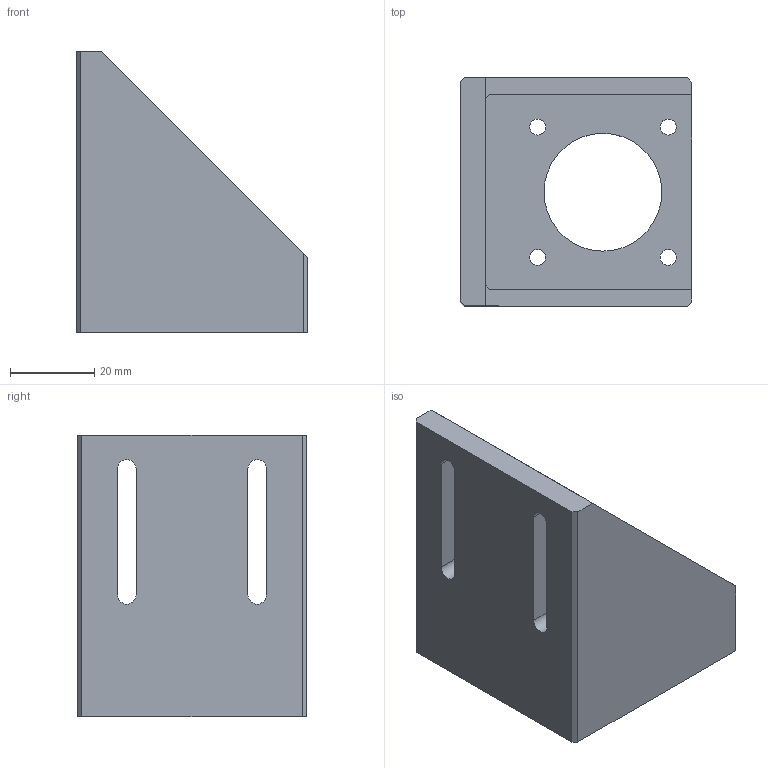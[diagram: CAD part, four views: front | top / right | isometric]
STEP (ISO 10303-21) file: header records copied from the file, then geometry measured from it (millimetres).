
FILE_DESCRIPTION(('FreeCAD Model'),'2;1');
FILE_NAME('nema17holder_25_55.step','2018-02-13T16:33:00',('Author'),(''), 'Open CASCADE STEP processor 6.8','FreeCAD','Unknown');
FILE_SCHEMA(('AUTOMOTIVE_DESIGN_CC2 { 1 2 10303 214 -1 1 5 4 }'));
Length unit declared in the file: millimetre
Products named in the file (2): ASSEMBLY; nema_holder
Assembly tree (1 placements, depth 2):
  ASSEMBLY
    nema_holder
Bounding box: 55.1 x 54.3 x 67 mm (x, y, z)
Volume: 43162.8 mm3; surface area: 21118.8 mm2
Topology: 1 solids, 1 shells, 31 faces, 85 edges, 56 vertices
Faces by surface type: plane 22, cylinder 9
Full cylindrical faces by diameter (mm): 3.8 x4, 28 x1
Entity records: 2177 total; most frequent: CARTESIAN_POINT 482, DIRECTION 291, LINE 189, VECTOR 189, ORIENTED_EDGE 170, PCURVE 170, DEFINITIONAL_REPRESENTATION 170, EDGE_CURVE 85
